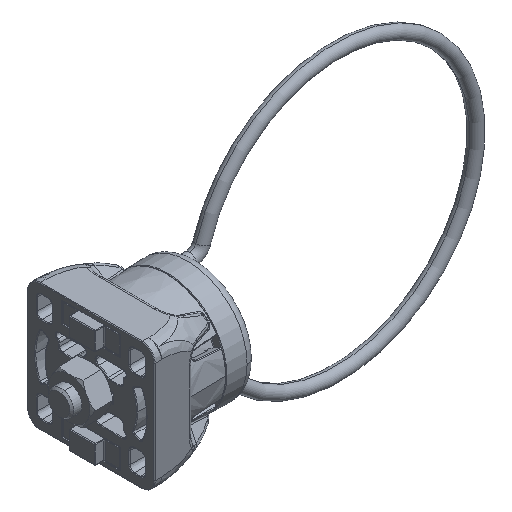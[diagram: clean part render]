
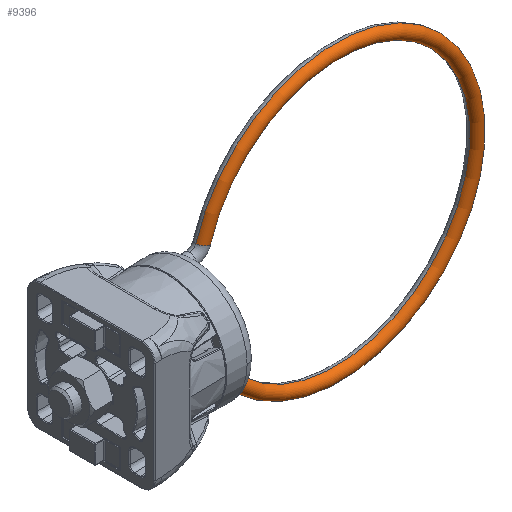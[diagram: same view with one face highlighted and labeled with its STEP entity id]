
A CAD part, isometric view. The second image highlights one B-rep face of the part: STEP entity #9396.
In plain terms, the highlighted toroidal (fillet/blend) face has major radius 44 mm and minor radius 2 mm.
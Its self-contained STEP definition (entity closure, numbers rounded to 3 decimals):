
#969 = AXIS2_PLACEMENT_3D ( 'NONE', #42357, #13863, #10848 ) ;
#1086 = DIRECTION ( 'NONE',  ( -0.292, 0., -0.957 ) ) ;
#2512 = CARTESIAN_POINT ( 'NONE',  ( 45.587, 8.8, 12.25 ) ) ;
#2518 = VERTEX_POINT ( 'NONE', #4739 ) ;
#2951 = EDGE_LOOP ( 'NONE', ( #41845, #11542, #7814, #9024 ) ) ;
#3391 = CARTESIAN_POINT ( 'NONE',  ( 85.761, 8.8, 0. ) ) ;
#3715 = VERTEX_POINT ( 'NONE', #2512 ) ;
#4581 = CARTESIAN_POINT ( 'NONE',  ( 85.761, 8.8, 0. ) ) ;
#4739 = CARTESIAN_POINT ( 'NONE',  ( 41.761, 8.8, -13.417 ) ) ;
#4962 = AXIS2_PLACEMENT_3D ( 'NONE', #31930, #1086, #5030 ) ;
#5030 = DIRECTION ( 'NONE',  ( 0., -1., 0. ) ) ;
#5428 = AXIS2_PLACEMENT_3D ( 'NONE', #4581, #32363, #28894 ) ;
#7814 = ORIENTED_EDGE ( 'NONE', *, *, #21635, .F. ) ;
#9024 = ORIENTED_EDGE ( 'NONE', *, *, #29990, .F. ) ;
#9396 = ADVANCED_FACE ( 'NONE', ( #21052 ), #30568, .T. ) ;
#9454 = EDGE_CURVE ( 'NONE', #2518, #32693, #40198, .T. ) ;
#9905 = DIRECTION ( 'NONE',  ( 0., -1., 0. ) ) ;
#10362 = DIRECTION ( 'NONE',  ( 0., 0., -1. ) ) ;
#10848 = DIRECTION ( 'NONE',  ( -1., 0., 0. ) ) ;
#11385 = EDGE_CURVE ( 'NONE', #29455, #2518, #44740, .T. ) ;
#11542 = ORIENTED_EDGE ( 'NONE', *, *, #9454, .T. ) ;
#13863 = DIRECTION ( 'NONE',  ( 0., -1., 0. ) ) ;
#16540 = DIRECTION ( 'NONE',  ( 0.292, 0., -0.957 ) ) ;
#21052 = FACE_OUTER_BOUND ( 'NONE', #2951, .T. ) ;
#21635 = EDGE_CURVE ( 'NONE', #3715, #32693, #27978, .T. ) ;
#24235 = AXIS2_PLACEMENT_3D ( 'NONE', #3391, #9905, #10362 ) ;
#27978 = CIRCLE ( 'NONE', #4962, 2. ) ;
#28894 = DIRECTION ( 'NONE',  ( 0., 0., -1. ) ) ;
#29455 = VERTEX_POINT ( 'NONE', #32428 ) ;
#29990 = EDGE_CURVE ( 'NONE', #29455, #3715, #33743, .T. ) ;
#30568 = TOROIDAL_SURFACE ( 'NONE', #969, 44., 2. ) ;
#30664 = DIRECTION ( 'NONE',  ( 0., -1., 0. ) ) ;
#31930 = CARTESIAN_POINT ( 'NONE',  ( 43.674, 8.8, 12.833 ) ) ;
#32363 = DIRECTION ( 'NONE',  ( 0., -1., 0. ) ) ;
#32428 = CARTESIAN_POINT ( 'NONE',  ( 45.587, 8.8, -12.25 ) ) ;
#32693 = VERTEX_POINT ( 'NONE', #36599 ) ;
#33743 = CIRCLE ( 'NONE', #24235, 42. ) ;
#36599 = CARTESIAN_POINT ( 'NONE',  ( 41.761, 8.8, 13.417 ) ) ;
#40198 = CIRCLE ( 'NONE', #5428, 46. ) ;
#40301 = AXIS2_PLACEMENT_3D ( 'NONE', #40889, #16540, #30664 ) ;
#40889 = CARTESIAN_POINT ( 'NONE',  ( 43.674, 8.8, -12.833 ) ) ;
#41845 = ORIENTED_EDGE ( 'NONE', *, *, #11385, .T. ) ;
#42357 = CARTESIAN_POINT ( 'NONE',  ( 85.761, 8.8, 0. ) ) ;
#44740 = CIRCLE ( 'NONE', #40301, 2. ) ;
